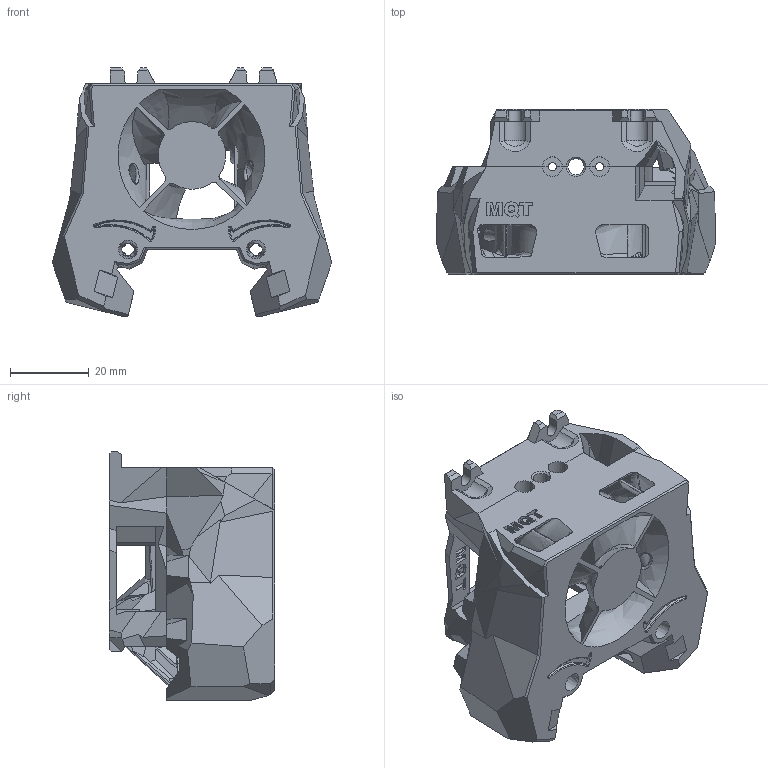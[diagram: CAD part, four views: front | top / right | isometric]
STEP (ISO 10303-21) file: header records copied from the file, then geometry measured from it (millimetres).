
FILE_DESCRIPTION(/* description */ (''),/* implementation_level */ '2;1');
FILE_NAME(/* name */ 'Stealthburner_Printhead_Crazy_Mozzie.step',/* time_stamp */ '2022-08-23T20:34:59-04:00',/* author */ (''),/* organization */ (''),/* preprocessor_version */ 'ST-DEVELOPER v19',/* originating_system */ 'Autodesk Translation Framework v11.7.0.108',/* authorisation */ '');
FILE_SCHEMA (('AUTOMOTIVE_DESIGN { 1 0 10303 214 3 1 1 }'));
Products named in the file (3): Stealthburner_Printhead_Phaetus_BMS_6_Fin; SB MQT TH Rear CW2; SB MQT TH Front
Assembly tree (2 placements, depth 2):
  Stealthburner_Printhead_Phaetus_BMS_6_Fin
    SB MQT TH Rear CW2
    SB MQT TH Front
Bounding box: 71.07 x 42 x 63.13 mm (x, y, z)
Volume: 57566.1 mm3; surface area: 32606.1 mm2
Topology: 2 solids, 2 shells, 1014 faces, 3118 edges, 2057 vertices
Faces by surface type: plane 666, bspline 200, cylinder 92, cone 52, sphere 4
Full cylindrical faces by diameter (mm): 3.4 x4, 4.6 x2, 4.7 x2, 6 x2
Entity records: 60725 total; most frequent: CARTESIAN_POINT 34616, ORIENTED_EDGE 6174, DIRECTION 4304, EDGE_CURVE 3087, VERTEX_POINT 2057, LINE 2012, VECTOR 2012, AXIS2_PLACEMENT_3D 1146
